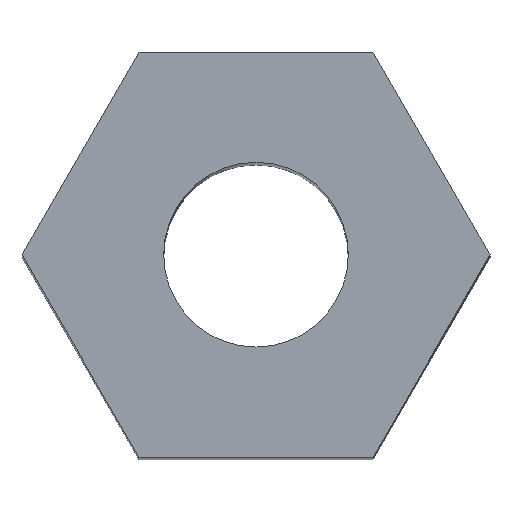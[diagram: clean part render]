
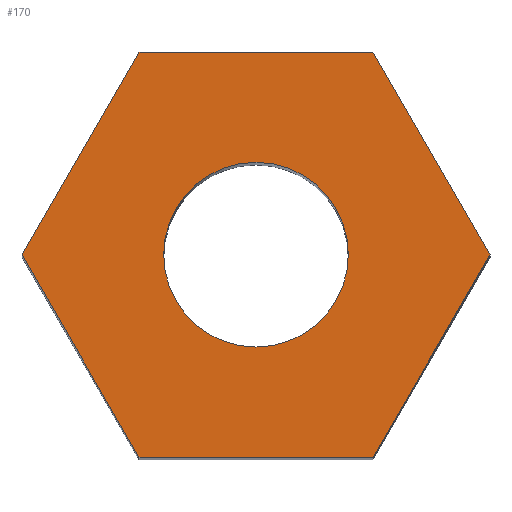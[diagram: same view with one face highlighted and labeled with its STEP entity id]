
A CAD part, top view. The second image highlights one B-rep face of the part: STEP entity #170.
In plain terms, the highlighted planar face has unit normal (0, 0, 1).
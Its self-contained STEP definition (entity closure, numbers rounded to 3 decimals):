
#15=FACE_BOUND('',#42,.T.);
#23=PLANE('',#195);
#32=FACE_OUTER_BOUND('',#41,.T.);
#41=EDGE_LOOP('',(#148,#149,#150,#151,#152,#153));
#42=EDGE_LOOP('',(#154));
#46=LINE('',#250,#65);
#50=LINE('',#258,#69);
#53=LINE('',#264,#72);
#56=LINE('',#270,#75);
#59=LINE('',#276,#78);
#62=LINE('',#281,#81);
#65=VECTOR('',#208,10.);
#69=VECTOR('',#214,10.);
#72=VECTOR('',#219,10.);
#75=VECTOR('',#224,10.);
#78=VECTOR('',#229,10.);
#81=VECTOR('',#234,10.);
#84=CIRCLE('',#188,1.8);
#86=VERTEX_POINT('',#244);
#87=VERTEX_POINT('',#248);
#88=VERTEX_POINT('',#249);
#91=VERTEX_POINT('',#257);
#93=VERTEX_POINT('',#263);
#95=VERTEX_POINT('',#269);
#97=VERTEX_POINT('',#275);
#101=EDGE_CURVE('',#86,#86,#84,.T.);
#102=EDGE_CURVE('',#87,#88,#46,.T.);
#106=EDGE_CURVE('',#88,#91,#50,.T.);
#109=EDGE_CURVE('',#91,#93,#53,.T.);
#112=EDGE_CURVE('',#93,#95,#56,.T.);
#115=EDGE_CURVE('',#95,#97,#59,.T.);
#118=EDGE_CURVE('',#97,#87,#62,.T.);
#148=ORIENTED_EDGE('',*,*,#118,.T.);
#149=ORIENTED_EDGE('',*,*,#102,.T.);
#150=ORIENTED_EDGE('',*,*,#106,.T.);
#151=ORIENTED_EDGE('',*,*,#109,.T.);
#152=ORIENTED_EDGE('',*,*,#112,.T.);
#153=ORIENTED_EDGE('',*,*,#115,.T.);
#154=ORIENTED_EDGE('',*,*,#101,.T.);
#170=ADVANCED_FACE('',(#32,#15),#23,.T.);
#188=AXIS2_PLACEMENT_3D('',#246,#204,#205);
#195=AXIS2_PLACEMENT_3D('',#283,#236,#237);
#204=DIRECTION('center_axis',(0.,0.,-1.));
#205=DIRECTION('ref_axis',(-1.,0.,0.));
#208=DIRECTION('',(0.5,0.866,0.));
#214=DIRECTION('',(-0.5,0.866,0.));
#219=DIRECTION('',(-1.,0.,0.));
#224=DIRECTION('',(-0.5,-0.866,0.));
#229=DIRECTION('',(0.5,-0.866,0.));
#234=DIRECTION('',(1.,0.,0.));
#236=DIRECTION('center_axis',(0.,0.,1.));
#237=DIRECTION('ref_axis',(-1.,0.,0.));
#244=CARTESIAN_POINT('',(-49.37,0.,3.166));
#246=CARTESIAN_POINT('Origin',(-51.17,0.,3.166));
#248=CARTESIAN_POINT('',(-48.89,-3.95,3.166));
#249=CARTESIAN_POINT('',(-46.609,0.,3.166));
#250=CARTESIAN_POINT('',(-48.89,-3.95,3.166));
#257=CARTESIAN_POINT('',(-48.89,3.95,3.166));
#258=CARTESIAN_POINT('',(-46.609,0.,3.166));
#263=CARTESIAN_POINT('',(-53.451,3.95,3.166));
#264=CARTESIAN_POINT('',(-48.89,3.95,3.166));
#269=CARTESIAN_POINT('',(-55.731,0.,3.166));
#270=CARTESIAN_POINT('',(-53.451,3.95,3.166));
#275=CARTESIAN_POINT('',(-53.451,-3.95,3.166));
#276=CARTESIAN_POINT('',(-55.731,0.,3.166));
#281=CARTESIAN_POINT('',(-53.451,-3.95,3.166));
#283=CARTESIAN_POINT('Origin',(-51.17,0.,3.166));
